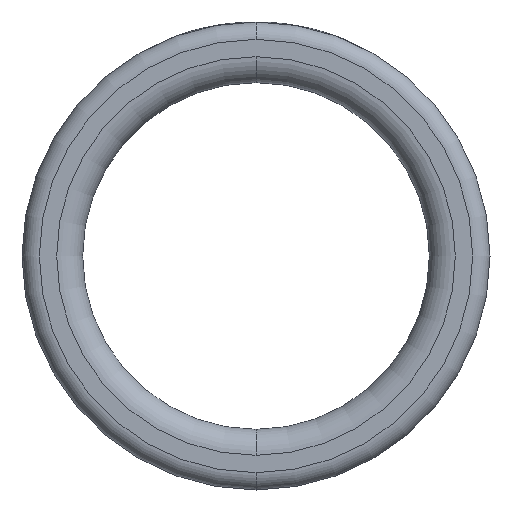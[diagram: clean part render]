
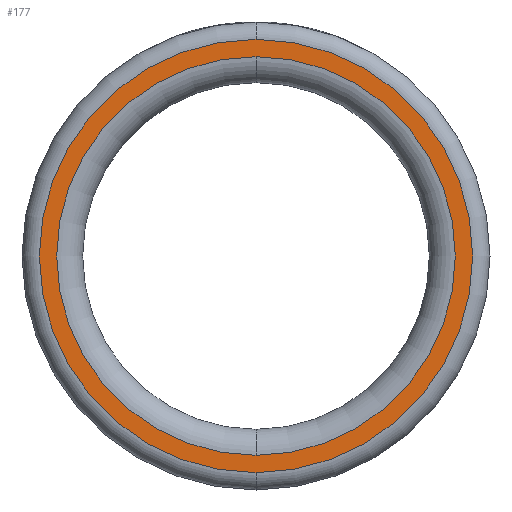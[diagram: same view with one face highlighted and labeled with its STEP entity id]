
A CAD part, front view. The second image highlights one B-rep face of the part: STEP entity #177.
In plain terms, the highlighted planar face has unit normal (0, -1, 0).
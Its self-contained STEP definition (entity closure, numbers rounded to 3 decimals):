
#80 = CARTESIAN_POINT ( 'NONE',  ( 0., -55., 23. ) ) ;
#91 = CARTESIAN_POINT ( 'NONE',  ( 0., -55., 0. ) ) ;
#103 = DIRECTION ( 'NONE',  ( 0., -1., 0. ) ) ;
#177 = ADVANCED_FACE ( 'NONE', ( #914, #1098 ), #505, .T. ) ;
#200 = VERTEX_POINT ( 'NONE', #1917 ) ;
#259 = DIRECTION ( 'NONE',  ( 0., 0., -1. ) ) ;
#309 = AXIS2_PLACEMENT_3D ( 'NONE', #1331, #698, #721 ) ;
#364 = CIRCLE ( 'NONE', #434, 23. ) ;
#386 = CIRCLE ( 'NONE', #309, 23. ) ;
#434 = AXIS2_PLACEMENT_3D ( 'NONE', #2394, #103, #1681 ) ;
#442 = DIRECTION ( 'NONE',  ( 0., -1., 0. ) ) ;
#505 = PLANE ( 'NONE',  #2179 ) ;
#698 = DIRECTION ( 'NONE',  ( 0., -1., 0. ) ) ;
#712 = VERTEX_POINT ( 'NONE', #1851 ) ;
#717 = AXIS2_PLACEMENT_3D ( 'NONE', #2285, #1099, #1094 ) ;
#721 = DIRECTION ( 'NONE',  ( 0., 0., -1. ) ) ;
#914 = FACE_OUTER_BOUND ( 'NONE', #1889, .T. ) ;
#951 = DIRECTION ( 'NONE',  ( 0., -1., 0. ) ) ;
#975 = EDGE_CURVE ( 'NONE', #1598, #712, #1104, .T. ) ;
#1094 = DIRECTION ( 'NONE',  ( 0., 0., -1. ) ) ;
#1098 = FACE_BOUND ( 'NONE', #1781, .T. ) ;
#1099 = DIRECTION ( 'NONE',  ( 0., -1., 0. ) ) ;
#1104 = CIRCLE ( 'NONE', #717, 25. ) ;
#1178 = ORIENTED_EDGE ( 'NONE', *, *, #1881, .F. ) ;
#1211 = CARTESIAN_POINT ( 'NONE',  ( 0., -55., -25. ) ) ;
#1299 = ORIENTED_EDGE ( 'NONE', *, *, #2249, .F. ) ;
#1331 = CARTESIAN_POINT ( 'NONE',  ( 0., -55., 0. ) ) ;
#1381 = ORIENTED_EDGE ( 'NONE', *, *, #2383, .T. ) ;
#1521 = CARTESIAN_POINT ( 'NONE',  ( 23., -55., 0. ) ) ;
#1538 = DIRECTION ( 'NONE',  ( 0., 0., -1. ) ) ;
#1598 = VERTEX_POINT ( 'NONE', #1211 ) ;
#1621 = CIRCLE ( 'NONE', #2215, 25. ) ;
#1681 = DIRECTION ( 'NONE',  ( 0., 0., -1. ) ) ;
#1781 = EDGE_LOOP ( 'NONE', ( #1178, #1299 ) ) ;
#1817 = VERTEX_POINT ( 'NONE', #80 ) ;
#1851 = CARTESIAN_POINT ( 'NONE',  ( 0., -55., 25. ) ) ;
#1881 = EDGE_CURVE ( 'NONE', #200, #1817, #386, .T. ) ;
#1889 = EDGE_LOOP ( 'NONE', ( #2444, #1381 ) ) ;
#1917 = CARTESIAN_POINT ( 'NONE',  ( 0., -55., -23. ) ) ;
#2179 = AXIS2_PLACEMENT_3D ( 'NONE', #1521, #951, #1538 ) ;
#2215 = AXIS2_PLACEMENT_3D ( 'NONE', #91, #442, #259 ) ;
#2249 = EDGE_CURVE ( 'NONE', #1817, #200, #364, .T. ) ;
#2285 = CARTESIAN_POINT ( 'NONE',  ( 0., -55., 0. ) ) ;
#2383 = EDGE_CURVE ( 'NONE', #712, #1598, #1621, .T. ) ;
#2394 = CARTESIAN_POINT ( 'NONE',  ( 0., -55., 0. ) ) ;
#2444 = ORIENTED_EDGE ( 'NONE', *, *, #975, .T. ) ;
